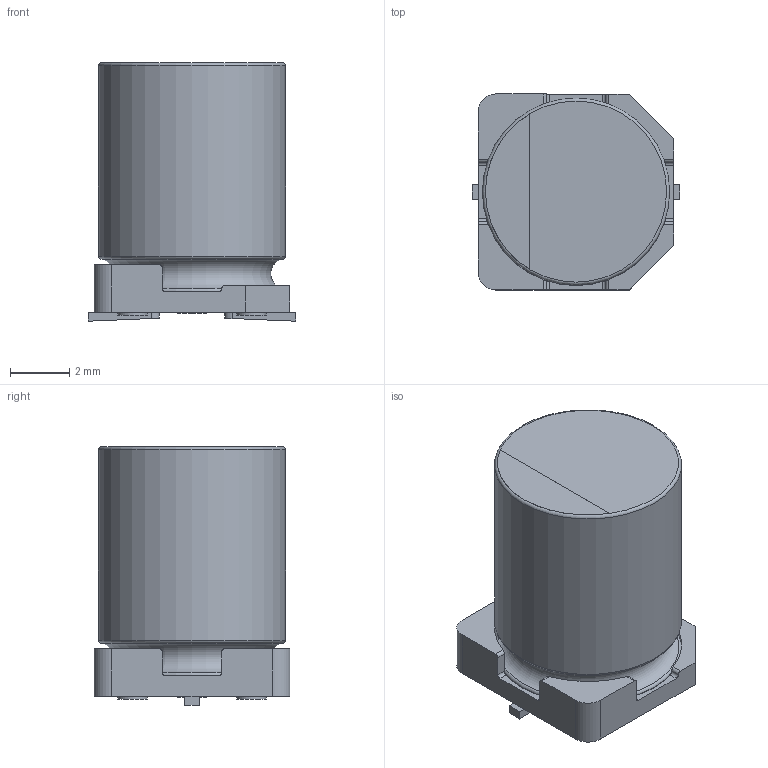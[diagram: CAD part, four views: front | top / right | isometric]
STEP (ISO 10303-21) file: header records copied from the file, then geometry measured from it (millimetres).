
FILE_DESCRIPTION(/* description */ (''),/* implementation_level */ '2;1');
FILE_NAME(/* name */ '6.3x8.7_Chip.stp',/* time_stamp */ '2017-09-04T17:22:34+09:00',/* author */ (''),/* organization */ (''),/* preprocessor_version */ 'ST-DEVELOPER v16',/* originating_system */ 'SIEMENS PLM Software NX 11.0',/* authorisation */ '');
FILE_SCHEMA (('AUTOMOTIVE_DESIGN { 1 0 10303 214 3 1 1 1 }'));
Length unit declared in the file: millimetre
Products named in the file (1): 6.3x8.7_Chip_0
Bounding box: 7 x 6.6 x 8.7 mm (x, y, z)
Volume: 267.7 mm3; surface area: 356.5 mm2
Topology: 5 solids, 5 shells, 74 faces, 175 edges, 116 vertices
Faces by surface type: plane 36, cylinder 34, torus 4
Full cylindrical faces by diameter (mm): 1 x5, 6.3 x2
Entity records: 2304 total; most frequent: CARTESIAN_POINT 485, DIRECTION 350, ORIENTED_EDGE 322, EDGE_CURVE 161, AXIS2_PLACEMENT_3D 130, VERTEX_POINT 113, EDGE_LOOP 90, LINE 90
